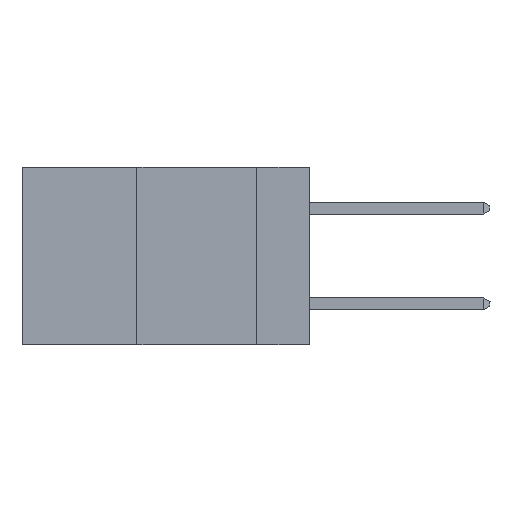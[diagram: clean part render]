
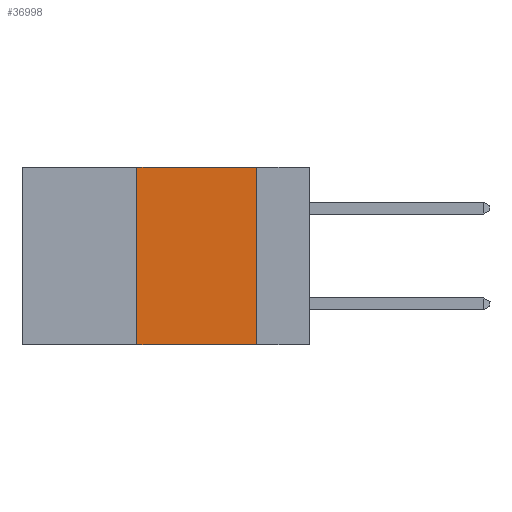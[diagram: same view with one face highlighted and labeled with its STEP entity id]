
A CAD part, left-side view. The second image highlights one B-rep face of the part: STEP entity #36998.
In plain terms, the highlighted planar face has unit normal (-1, 0, 0).
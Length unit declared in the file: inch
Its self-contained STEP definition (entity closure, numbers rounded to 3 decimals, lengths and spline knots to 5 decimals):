
#831 = CARTESIAN_POINT ( 'NONE',  ( 0., 0.36, 0. ) ) ;
#1110 = VECTOR ( 'NONE', #29963, 39.37008 ) ;
#1273 = DIRECTION ( 'NONE',  ( 0., 0., 1. ) ) ;
#1367 = DIRECTION ( 'NONE',  ( 0., 0., -1. ) ) ;
#2376 = LINE ( 'NONE', #5936, #33863 ) ;
#2872 = ORIENTED_EDGE ( 'NONE', *, *, #39396, .T. ) ;
#3655 = VECTOR ( 'NONE', #1273, 39.37008 ) ;
#4400 = LINE ( 'NONE', #13959, #3655 ) ;
#5687 = VERTEX_POINT ( 'NONE', #34636 ) ;
#5936 = CARTESIAN_POINT ( 'NONE',  ( 0., 0.6, -0.37 ) ) ;
#7269 = ORIENTED_EDGE ( 'NONE', *, *, #12033, .F. ) ;
#8266 = PLANE ( 'NONE',  #42976 ) ;
#11974 = EDGE_CURVE ( 'NONE', #21414, #5687, #18823, .T. ) ;
#12033 = EDGE_CURVE ( 'NONE', #5687, #41334, #13049, .T. ) ;
#13049 = LINE ( 'NONE', #23056, #1110 ) ;
#13959 = CARTESIAN_POINT ( 'NONE',  ( 0., 0.36, 0. ) ) ;
#18041 = CARTESIAN_POINT ( 'NONE',  ( 0., 0.6, 0. ) ) ;
#18823 = LINE ( 'NONE', #31976, #39468 ) ;
#21414 = VERTEX_POINT ( 'NONE', #831 ) ;
#21419 = EDGE_CURVE ( 'NONE', #29871, #21414, #4400, .T. ) ;
#23056 = CARTESIAN_POINT ( 'NONE',  ( 0., 0.11, 0. ) ) ;
#26163 = DIRECTION ( 'NONE',  ( 0., -1., 0. ) ) ;
#28069 = DIRECTION ( 'NONE',  ( 1., 0., 0. ) ) ;
#29216 = CARTESIAN_POINT ( 'NONE',  ( 0., 0.11, -0.37 ) ) ;
#29524 = EDGE_LOOP ( 'NONE', ( #7269, #30047, #43383, #2872 ) ) ;
#29871 = VERTEX_POINT ( 'NONE', #30580 ) ;
#29963 = DIRECTION ( 'NONE',  ( 0., 0., -1. ) ) ;
#30047 = ORIENTED_EDGE ( 'NONE', *, *, #11974, .F. ) ;
#30580 = CARTESIAN_POINT ( 'NONE',  ( 0., 0.36, -0.37 ) ) ;
#31976 = CARTESIAN_POINT ( 'NONE',  ( 0., 0.6, 0. ) ) ;
#33863 = VECTOR ( 'NONE', #26163, 39.37008 ) ;
#34636 = CARTESIAN_POINT ( 'NONE',  ( 0., 0.11, 0. ) ) ;
#35533 = DIRECTION ( 'NONE',  ( 0., -1., 0. ) ) ;
#36998 = ADVANCED_FACE ( 'NONE', ( #41648 ), #8266, .F. ) ;
#39396 = EDGE_CURVE ( 'NONE', #29871, #41334, #2376, .T. ) ;
#39468 = VECTOR ( 'NONE', #35533, 39.37008 ) ;
#41334 = VERTEX_POINT ( 'NONE', #29216 ) ;
#41648 = FACE_OUTER_BOUND ( 'NONE', #29524, .T. ) ;
#42976 = AXIS2_PLACEMENT_3D ( 'NONE', #18041, #28069, #1367 ) ;
#43383 = ORIENTED_EDGE ( 'NONE', *, *, #21419, .F. ) ;
